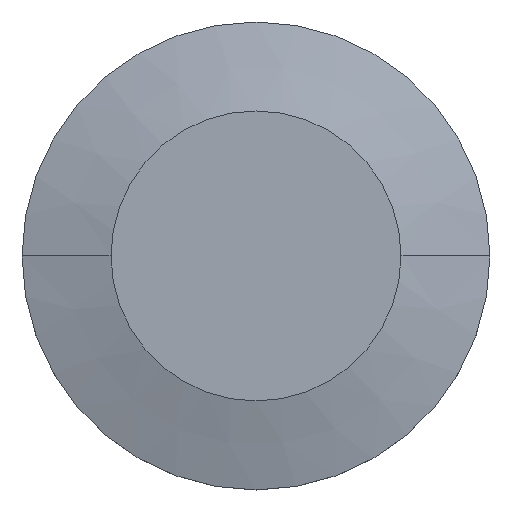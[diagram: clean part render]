
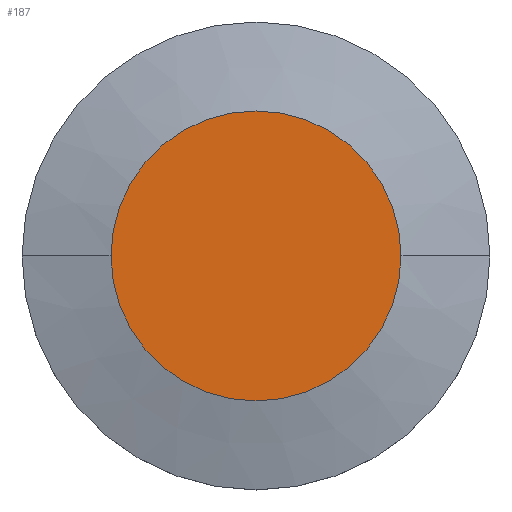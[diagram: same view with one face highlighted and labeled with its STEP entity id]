
A CAD part, top view. The second image highlights one B-rep face of the part: STEP entity #187.
In plain terms, the highlighted planar face has unit normal (0, 0, 1).
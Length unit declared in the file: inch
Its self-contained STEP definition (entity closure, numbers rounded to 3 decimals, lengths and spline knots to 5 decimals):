
#29 = AXIS2_PLACEMENT_3D ( 'NONE', #69, #384, #318 ) ;
#30 = EDGE_CURVE ( 'NONE', #434, #347, #57, .T. ) ;
#37 = ORIENTED_EDGE ( 'NONE', *, *, #30, .F. ) ;
#57 = CIRCLE ( 'NONE', #72, 0.48644 ) ;
#69 = CARTESIAN_POINT ( 'NONE',  ( 0.48644, 0., 0.2 ) ) ;
#71 = CIRCLE ( 'NONE', #454, 0.48644 ) ;
#72 = AXIS2_PLACEMENT_3D ( 'NONE', #84, #148, #441 ) ;
#84 = CARTESIAN_POINT ( 'NONE',  ( 0., 0., 0.2 ) ) ;
#109 = PLANE ( 'NONE',  #29 ) ;
#131 = EDGE_LOOP ( 'NONE', ( #170, #37 ) ) ;
#148 = DIRECTION ( 'NONE',  ( 0., 0., -1. ) ) ;
#154 = CARTESIAN_POINT ( 'NONE',  ( 0., 0., 0.2 ) ) ;
#170 = ORIENTED_EDGE ( 'NONE', *, *, #225, .F. ) ;
#187 = ADVANCED_FACE ( 'NONE', ( #423 ), #109, .F. ) ;
#225 = EDGE_CURVE ( 'NONE', #347, #434, #71, .T. ) ;
#291 = DIRECTION ( 'NONE',  ( -1., 0., 0. ) ) ;
#297 = CARTESIAN_POINT ( 'NONE',  ( -0.48644, 0., 0.2 ) ) ;
#300 = CARTESIAN_POINT ( 'NONE',  ( 0.48644, 0., 0.2 ) ) ;
#318 = DIRECTION ( 'NONE',  ( -1., 0., 0. ) ) ;
#347 = VERTEX_POINT ( 'NONE', #297 ) ;
#384 = DIRECTION ( 'NONE',  ( 0., 0., -1. ) ) ;
#403 = DIRECTION ( 'NONE',  ( 0., 0., -1. ) ) ;
#423 = FACE_OUTER_BOUND ( 'NONE', #131, .T. ) ;
#434 = VERTEX_POINT ( 'NONE', #300 ) ;
#441 = DIRECTION ( 'NONE',  ( -1., 0., 0. ) ) ;
#454 = AXIS2_PLACEMENT_3D ( 'NONE', #154, #403, #291 ) ;
